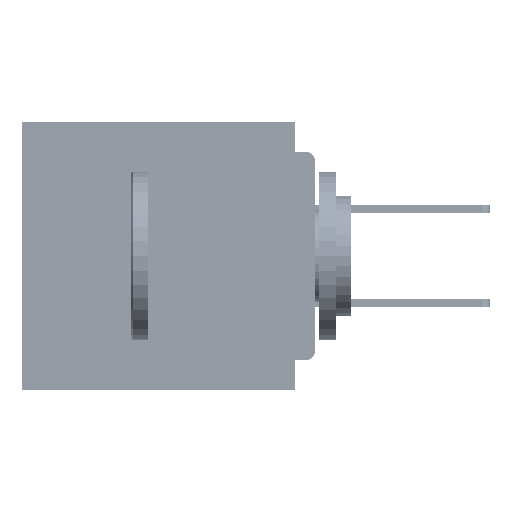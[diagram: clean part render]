
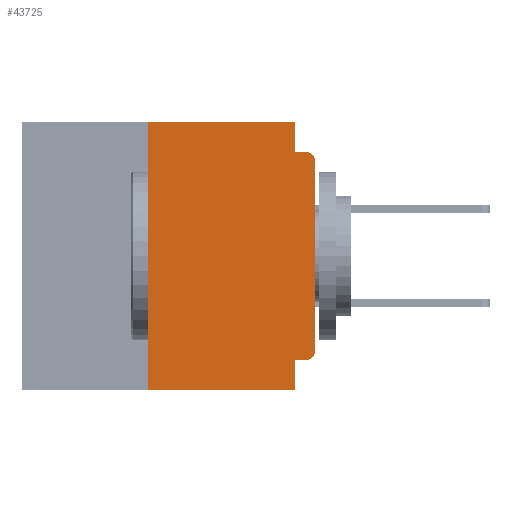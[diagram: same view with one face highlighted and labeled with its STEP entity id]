
A CAD part, left-side view. The second image highlights one B-rep face of the part: STEP entity #43725.
In plain terms, the highlighted planar face has unit normal (-1, 0, 0).
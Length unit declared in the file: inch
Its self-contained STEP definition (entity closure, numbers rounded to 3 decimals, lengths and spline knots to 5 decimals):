
#179 = VERTEX_POINT ( 'NONE', #4064 ) ;
#726 = LINE ( 'NONE', #34444, #13711 ) ;
#1011 = ORIENTED_EDGE ( 'NONE', *, *, #66202, .T. ) ;
#2057 = CARTESIAN_POINT ( 'NONE',  ( 0., 0., 0. ) ) ;
#2641 = CARTESIAN_POINT ( 'NONE',  ( 0., 0.031, -0.4 ) ) ;
#3876 = VERTEX_POINT ( 'NONE', #24647 ) ;
#4064 = CARTESIAN_POINT ( 'NONE',  ( 0., 0.031, -0.045 ) ) ;
#4368 = VERTEX_POINT ( 'NONE', #6467 ) ;
#5397 = LINE ( 'NONE', #2057, #62246 ) ;
#6035 = LINE ( 'NONE', #2641, #20739 ) ;
#6109 = VERTEX_POINT ( 'NONE', #61026 ) ;
#6467 = CARTESIAN_POINT ( 'NONE',  ( 0., 0.25, 0. ) ) ;
#7611 = VECTOR ( 'NONE', #47479, 39.37008 ) ;
#8019 = ORIENTED_EDGE ( 'NONE', *, *, #24131, .T. ) ;
#8362 = EDGE_CURVE ( 'NONE', #9067, #51765, #6035, .T. ) ;
#8477 = VERTEX_POINT ( 'NONE', #58757 ) ;
#9067 = VERTEX_POINT ( 'NONE', #48232 ) ;
#9602 = VECTOR ( 'NONE', #49786, 39.37008 ) ;
#9743 = DIRECTION ( 'NONE',  ( 0., 0., -1. ) ) ;
#10530 = CARTESIAN_POINT ( 'NONE',  ( 0., 0.031, 0. ) ) ;
#12907 = EDGE_CURVE ( 'NONE', #4368, #3876, #39613, .T. ) ;
#13167 = DIRECTION ( 'NONE',  ( 0., 0., 1. ) ) ;
#13474 = ORIENTED_EDGE ( 'NONE', *, *, #13933, .F. ) ;
#13711 = VECTOR ( 'NONE', #29346, 39.37008 ) ;
#13932 = AXIS2_PLACEMENT_3D ( 'NONE', #20165, #58644, #25709 ) ;
#13933 = EDGE_CURVE ( 'NONE', #3876, #179, #56621, .T. ) ;
#15002 = ORIENTED_EDGE ( 'NONE', *, *, #48853, .F. ) ;
#16956 = CARTESIAN_POINT ( 'NONE',  ( 0., 0.25, -0.4 ) ) ;
#20165 = CARTESIAN_POINT ( 'NONE',  ( 0., 0.015, -0.06 ) ) ;
#20739 = VECTOR ( 'NONE', #24424, 39.37008 ) ;
#22771 = DIRECTION ( 'NONE',  ( -1., 0., 0. ) ) ;
#22846 = VERTEX_POINT ( 'NONE', #44701 ) ;
#24131 = EDGE_CURVE ( 'NONE', #66958, #51765, #726, .T. ) ;
#24424 = DIRECTION ( 'NONE',  ( 0., 0., -1. ) ) ;
#24647 = CARTESIAN_POINT ( 'NONE',  ( 0., 0.031, 0. ) ) ;
#25709 = DIRECTION ( 'NONE',  ( 0., 0., -1. ) ) ;
#28149 = DIRECTION ( 'NONE',  ( 0., -1., 0. ) ) ;
#29346 = DIRECTION ( 'NONE',  ( 0., -1., 0. ) ) ;
#33124 = CARTESIAN_POINT ( 'NONE',  ( 0., 0., -0.355 ) ) ;
#34322 = VECTOR ( 'NONE', #28149, 39.37008 ) ;
#34444 = CARTESIAN_POINT ( 'NONE',  ( 0., 0.437, -0.4 ) ) ;
#35205 = EDGE_CURVE ( 'NONE', #179, #22846, #48970, .T. ) ;
#35849 = EDGE_CURVE ( 'NONE', #6109, #8477, #65932, .T. ) ;
#36365 = CARTESIAN_POINT ( 'NONE',  ( 0., 0.25, -0.4 ) ) ;
#36989 = LINE ( 'NONE', #36365, #7611 ) ;
#37295 = PLANE ( 'NONE',  #47620 ) ;
#37686 = CARTESIAN_POINT ( 'NONE',  ( 0., 0.437, 0. ) ) ;
#37793 = ORIENTED_EDGE ( 'NONE', *, *, #12907, .F. ) ;
#39613 = LINE ( 'NONE', #37686, #52501 ) ;
#40580 = EDGE_LOOP ( 'NONE', ( #62386, #1011, #62083, #13474, #37793, #15002, #8019, #58582, #63315, #55533 ) ) ;
#42847 = DIRECTION ( 'NONE',  ( 1., 0., 0. ) ) ;
#42873 = CARTESIAN_POINT ( 'NONE',  ( 0., 0.031, -0.4 ) ) ;
#43725 = ADVANCED_FACE ( 'NONE', ( #49758 ), #37295, .F. ) ;
#43833 = VERTEX_POINT ( 'NONE', #54618 ) ;
#44701 = CARTESIAN_POINT ( 'NONE',  ( 0., 0.015, -0.045 ) ) ;
#45107 = CIRCLE ( 'NONE', #13932, 0.015 ) ;
#47479 = DIRECTION ( 'NONE',  ( 0., 0., 1. ) ) ;
#47620 = AXIS2_PLACEMENT_3D ( 'NONE', #70057, #42847, #9743 ) ;
#48232 = CARTESIAN_POINT ( 'NONE',  ( 0., 0.031, -0.355 ) ) ;
#48853 = EDGE_CURVE ( 'NONE', #66958, #4368, #36989, .T. ) ;
#48970 = LINE ( 'NONE', #66570, #34322 ) ;
#49758 = FACE_OUTER_BOUND ( 'NONE', #40580, .T. ) ;
#49786 = DIRECTION ( 'NONE',  ( 0., 1., 0. ) ) ;
#51765 = VERTEX_POINT ( 'NONE', #42873 ) ;
#52501 = VECTOR ( 'NONE', #64985, 39.37008 ) ;
#52555 = EDGE_CURVE ( 'NONE', #6109, #9067, #53635, .T. ) ;
#53635 = LINE ( 'NONE', #33124, #9602 ) ;
#54450 = DIRECTION ( 'NONE',  ( 0., 0., -1. ) ) ;
#54618 = CARTESIAN_POINT ( 'NONE',  ( 0., 0., -0.06 ) ) ;
#55533 = ORIENTED_EDGE ( 'NONE', *, *, #35849, .T. ) ;
#55756 = CARTESIAN_POINT ( 'NONE',  ( 0., 0.015, -0.34 ) ) ;
#56621 = LINE ( 'NONE', #10530, #69358 ) ;
#58582 = ORIENTED_EDGE ( 'NONE', *, *, #8362, .F. ) ;
#58644 = DIRECTION ( 'NONE',  ( -1., 0., 0. ) ) ;
#58757 = CARTESIAN_POINT ( 'NONE',  ( 0., 0., -0.34 ) ) ;
#60104 = AXIS2_PLACEMENT_3D ( 'NONE', #55756, #22771, #61231 ) ;
#60664 = EDGE_CURVE ( 'NONE', #8477, #43833, #5397, .T. ) ;
#61026 = CARTESIAN_POINT ( 'NONE',  ( 0., 0.015, -0.355 ) ) ;
#61231 = DIRECTION ( 'NONE',  ( 0., 0., -1. ) ) ;
#62083 = ORIENTED_EDGE ( 'NONE', *, *, #35205, .F. ) ;
#62246 = VECTOR ( 'NONE', #13167, 39.37008 ) ;
#62386 = ORIENTED_EDGE ( 'NONE', *, *, #60664, .T. ) ;
#63315 = ORIENTED_EDGE ( 'NONE', *, *, #52555, .F. ) ;
#64985 = DIRECTION ( 'NONE',  ( 0., -1., 0. ) ) ;
#65932 = CIRCLE ( 'NONE', #60104, 0.015 ) ;
#66202 = EDGE_CURVE ( 'NONE', #43833, #22846, #45107, .T. ) ;
#66570 = CARTESIAN_POINT ( 'NONE',  ( 0., 0., -0.045 ) ) ;
#66958 = VERTEX_POINT ( 'NONE', #16956 ) ;
#69358 = VECTOR ( 'NONE', #54450, 39.37008 ) ;
#70057 = CARTESIAN_POINT ( 'NONE',  ( 0., 0.437, 0. ) ) ;
